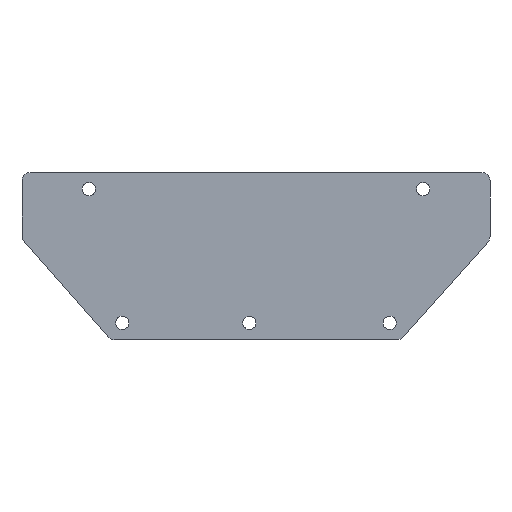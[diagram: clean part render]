
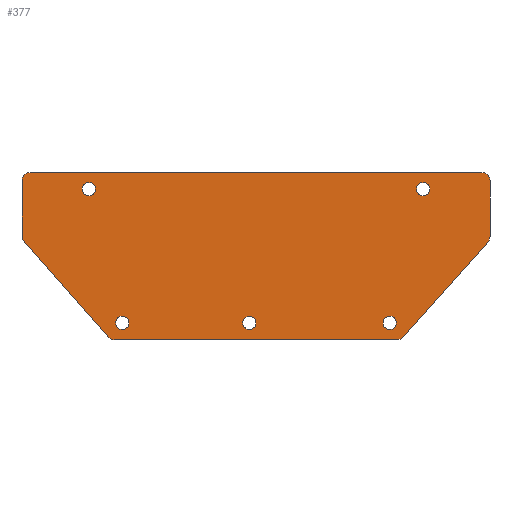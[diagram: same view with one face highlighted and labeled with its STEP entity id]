
A CAD part, top view. The second image highlights one B-rep face of the part: STEP entity #377.
In plain terms, the highlighted planar face has unit normal (0, 0, 1).
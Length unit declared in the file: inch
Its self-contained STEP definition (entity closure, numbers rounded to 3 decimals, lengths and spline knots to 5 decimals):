
#20=FACE_BOUND('',#76,.T.);
#21=FACE_BOUND('',#77,.T.);
#22=FACE_BOUND('',#78,.T.);
#23=FACE_BOUND('',#79,.T.);
#24=FACE_BOUND('',#80,.T.);
#32=PLANE('',#440);
#51=FACE_OUTER_BOUND('',#75,.T.);
#75=EDGE_LOOP('',(#331,#332,#333,#334,#335,#336,#337,#338,#339,#340,#341,
#342));
#76=EDGE_LOOP('',(#343));
#77=EDGE_LOOP('',(#344));
#78=EDGE_LOOP('',(#345));
#79=EDGE_LOOP('',(#346));
#80=EDGE_LOOP('',(#347));
#85=LINE('',#569,#114);
#93=LINE('',#607,#122);
#96=LINE('',#615,#125);
#99=LINE('',#624,#128);
#108=LINE('',#655,#137);
#109=LINE('',#657,#138);
#114=VECTOR('',#455,0.3937);
#122=VECTOR('',#491,0.3937);
#125=VECTOR('',#500,0.3937);
#128=VECTOR('',#509,0.3937);
#137=VECTOR('',#548,0.3937);
#138=VECTOR('',#551,0.3937);
#139=CIRCLE('',#401,0.125);
#151=CIRCLE('',#416,0.125);
#152=CIRCLE('',#419,0.125);
#153=CIRCLE('',#422,0.125);
#154=CIRCLE('',#425,0.125);
#155=CIRCLE('',#427,0.125);
#156=CIRCLE('',#429,0.1);
#157=CIRCLE('',#431,0.1);
#158=CIRCLE('',#433,0.1);
#159=CIRCLE('',#435,0.1);
#160=CIRCLE('',#437,0.1);
#161=VERTEX_POINT('',#556);
#162=VERTEX_POINT('',#557);
#166=VERTEX_POINT('',#567);
#181=VERTEX_POINT('',#601);
#182=VERTEX_POINT('',#605);
#183=VERTEX_POINT('',#609);
#184=VERTEX_POINT('',#613);
#185=VERTEX_POINT('',#617);
#186=VERTEX_POINT('',#618);
#187=VERTEX_POINT('',#623);
#188=VERTEX_POINT('',#627);
#189=VERTEX_POINT('',#631);
#190=VERTEX_POINT('',#635);
#191=VERTEX_POINT('',#639);
#192=VERTEX_POINT('',#643);
#193=VERTEX_POINT('',#647);
#194=VERTEX_POINT('',#651);
#195=EDGE_CURVE('',#161,#162,#139,.T.);
#201=EDGE_CURVE('',#161,#166,#85,.T.);
#217=EDGE_CURVE('',#181,#166,#151,.T.);
#220=EDGE_CURVE('',#181,#182,#93,.T.);
#221=EDGE_CURVE('',#183,#182,#152,.T.);
#224=EDGE_CURVE('',#183,#184,#96,.T.);
#225=EDGE_CURVE('',#185,#186,#153,.T.);
#228=EDGE_CURVE('',#187,#186,#99,.T.);
#230=EDGE_CURVE('',#187,#188,#154,.T.);
#232=EDGE_CURVE('',#189,#184,#155,.T.);
#234=EDGE_CURVE('',#190,#190,#156,.T.);
#236=EDGE_CURVE('',#191,#191,#157,.T.);
#238=EDGE_CURVE('',#192,#192,#158,.T.);
#240=EDGE_CURVE('',#193,#193,#159,.T.);
#242=EDGE_CURVE('',#194,#194,#160,.T.);
#244=EDGE_CURVE('',#185,#162,#108,.T.);
#245=EDGE_CURVE('',#189,#188,#109,.T.);
#331=ORIENTED_EDGE('',*,*,#195,.F.);
#332=ORIENTED_EDGE('',*,*,#201,.T.);
#333=ORIENTED_EDGE('',*,*,#217,.F.);
#334=ORIENTED_EDGE('',*,*,#220,.T.);
#335=ORIENTED_EDGE('',*,*,#221,.F.);
#336=ORIENTED_EDGE('',*,*,#224,.T.);
#337=ORIENTED_EDGE('',*,*,#232,.F.);
#338=ORIENTED_EDGE('',*,*,#245,.T.);
#339=ORIENTED_EDGE('',*,*,#230,.F.);
#340=ORIENTED_EDGE('',*,*,#228,.T.);
#341=ORIENTED_EDGE('',*,*,#225,.F.);
#342=ORIENTED_EDGE('',*,*,#244,.T.);
#343=ORIENTED_EDGE('',*,*,#242,.T.);
#344=ORIENTED_EDGE('',*,*,#240,.T.);
#345=ORIENTED_EDGE('',*,*,#238,.T.);
#346=ORIENTED_EDGE('',*,*,#236,.T.);
#347=ORIENTED_EDGE('',*,*,#234,.T.);
#377=ADVANCED_FACE('',(#51,#20,#21,#22,#23,#24),#32,.T.);
#401=AXIS2_PLACEMENT_3D('',#558,#445,#446);
#416=AXIS2_PLACEMENT_3D('',#602,#485,#486);
#419=AXIS2_PLACEMENT_3D('',#610,#494,#495);
#422=AXIS2_PLACEMENT_3D('',#619,#503,#504);
#425=AXIS2_PLACEMENT_3D('',#628,#513,#514);
#427=AXIS2_PLACEMENT_3D('',#632,#518,#519);
#429=AXIS2_PLACEMENT_3D('',#636,#523,#524);
#431=AXIS2_PLACEMENT_3D('',#640,#528,#529);
#433=AXIS2_PLACEMENT_3D('',#644,#533,#534);
#435=AXIS2_PLACEMENT_3D('',#648,#538,#539);
#437=AXIS2_PLACEMENT_3D('',#652,#543,#544);
#440=AXIS2_PLACEMENT_3D('',#658,#552,#553);
#445=DIRECTION('center_axis',(0.,0.,-1.));
#446=DIRECTION('ref_axis',(0.935,-0.356,0.));
#455=DIRECTION('',(0.,1.,0.));
#485=DIRECTION('center_axis',(0.,0.,-1.));
#486=DIRECTION('ref_axis',(0.707,0.707,0.));
#491=DIRECTION('',(-1.,0.,0.));
#494=DIRECTION('center_axis',(0.,0.,-1.));
#495=DIRECTION('ref_axis',(-0.707,0.707,0.));
#500=DIRECTION('',(0.,-1.,0.));
#503=DIRECTION('center_axis',(0.,0.,-1.));
#504=DIRECTION('ref_axis',(0.409,-0.912,0.));
#509=DIRECTION('',(1.,0.,0.));
#513=DIRECTION('center_axis',(0.,0.,-1.));
#514=DIRECTION('ref_axis',(-0.411,-0.911,0.));
#518=DIRECTION('center_axis',(0.,0.,-1.));
#519=DIRECTION('ref_axis',(-0.935,-0.354,0.));
#523=DIRECTION('center_axis',(0.,0.,-1.));
#524=DIRECTION('ref_axis',(-1.,0.,0.));
#528=DIRECTION('center_axis',(0.,0.,-1.));
#529=DIRECTION('ref_axis',(-1.,0.,0.));
#533=DIRECTION('center_axis',(0.,0.,-1.));
#534=DIRECTION('ref_axis',(-1.,0.,0.));
#538=DIRECTION('center_axis',(0.,0.,-1.));
#539=DIRECTION('ref_axis',(-1.,0.,0.));
#543=DIRECTION('center_axis',(0.,0.,-1.));
#544=DIRECTION('ref_axis',(-1.,0.,0.));
#548=DIRECTION('',(0.665,0.747,0.));
#551=DIRECTION('',(0.661,-0.75,0.));
#552=DIRECTION('center_axis',(0.,0.,1.));
#553=DIRECTION('ref_axis',(1.,0.,0.));
#556=CARTESIAN_POINT('',(3.69893,2.34205,0.0625));
#557=CARTESIAN_POINT('',(3.66731,2.25895,0.0625));
#558=CARTESIAN_POINT('Origin',(3.57393,2.34205,0.0625));
#567=CARTESIAN_POINT('',(3.69893,3.17545,0.0625));
#569=CARTESIAN_POINT('',(3.69893,0.80045,0.0625));
#601=CARTESIAN_POINT('',(3.57393,3.30045,0.0625));
#602=CARTESIAN_POINT('Origin',(3.57393,3.17545,0.0625));
#605=CARTESIAN_POINT('',(-3.17607,3.30045,0.0625));
#607=CARTESIAN_POINT('',(3.69893,3.30045,0.0625));
#609=CARTESIAN_POINT('',(-3.30107,3.17545,0.0625));
#610=CARTESIAN_POINT('Origin',(-3.17607,3.17545,0.0625));
#613=CARTESIAN_POINT('',(-3.30107,2.3477,0.0625));
#615=CARTESIAN_POINT('',(-3.30107,3.30045,0.0625));
#617=CARTESIAN_POINT('',(2.40661,0.84235,0.0625));
#618=CARTESIAN_POINT('',(2.31323,0.80045,0.0625));
#619=CARTESIAN_POINT('Origin',(2.31323,0.92545,0.0625));
#623=CARTESIAN_POINT('',(-1.92176,0.80045,0.0625));
#624=CARTESIAN_POINT('',(-3.30107,0.80045,0.0625));
#627=CARTESIAN_POINT('',(-2.01551,0.84277,0.0625));
#628=CARTESIAN_POINT('Origin',(-1.92176,0.92545,0.0625));
#631=CARTESIAN_POINT('',(-3.26982,2.26502,0.0625));
#632=CARTESIAN_POINT('Origin',(-3.17607,2.3477,0.0625));
#635=CARTESIAN_POINT('',(2.29893,1.05045,0.0625));
#636=CARTESIAN_POINT('Origin',(2.19893,1.05045,0.0625));
#639=CARTESIAN_POINT('',(-1.70107,1.05045,0.0625));
#640=CARTESIAN_POINT('Origin',(-1.80107,1.05045,0.0625));
#643=CARTESIAN_POINT('',(0.19893,1.05045,0.0625));
#644=CARTESIAN_POINT('Origin',(0.09893,1.05045,0.0625));
#647=CARTESIAN_POINT('',(2.79893,3.05045,0.0625));
#648=CARTESIAN_POINT('Origin',(2.69893,3.05045,0.0625));
#651=CARTESIAN_POINT('',(-2.20107,3.05045,0.0625));
#652=CARTESIAN_POINT('Origin',(-2.30107,3.05045,0.0625));
#655=CARTESIAN_POINT('',(2.36932,0.80045,0.0625));
#657=CARTESIAN_POINT('',(-3.30107,2.30045,0.0625));
#658=CARTESIAN_POINT('Origin',(0.19893,2.05045,0.0625));
